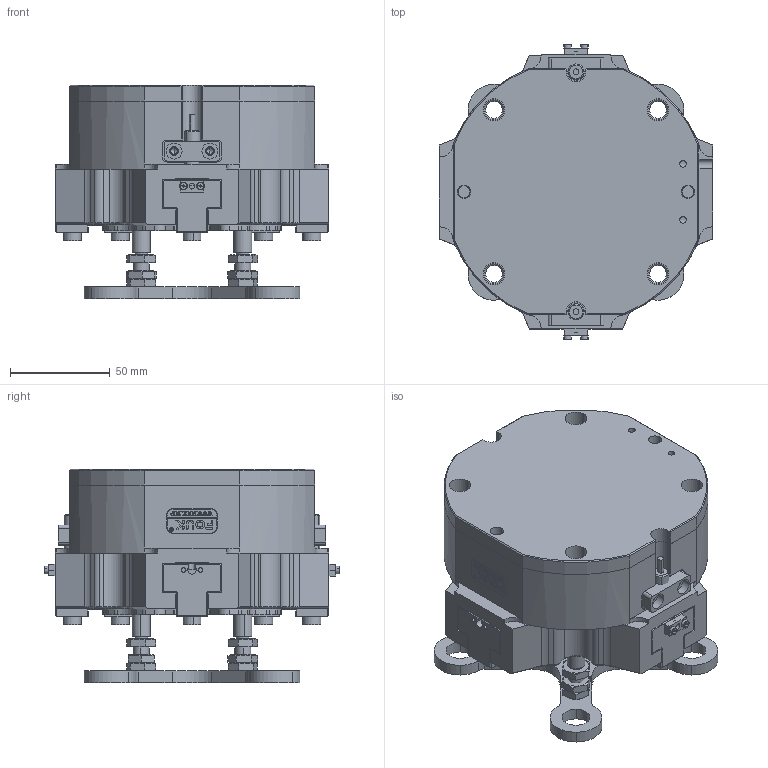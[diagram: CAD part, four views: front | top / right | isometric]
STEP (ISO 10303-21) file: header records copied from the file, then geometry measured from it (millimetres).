
FILE_DESCRIPTION (( 'STEP AP203' ), '1' );
FILE_NAME ('TF95-145-C40.STEP', '2024-12-09T02:34:02', ( 'USER-' ), ( 'Microsoft' ), 'SwSTEP 2.0', 'SolidWorks 2018', '' );
FILE_SCHEMA (( 'CONFIG_CONTROL_DESIGN' ));
Length unit declared in the file: millimetre
Products named in the file (17): TZ95賑輸蜊秶; TF95-145-M-08芢啣; 25x12-R3; 6x9-8种杶; 揤輸杅耀.sldasm-Part-9; TZ95-146-M-04 活塞模型; TF95-145-C40; TF95-145-M-03芢粣; 揤极18; 揤輸蚾饜极; 埴翐芛_GB_FASTENER_SCREWS_HSHCS M2X8-N; M8情蹟譫; TZ95 芢裝; 8x23諉輪羲壽; TF95-145-M-05菁裔啣; TF95-145-M-01褲极; TF95-145-M-06笢猾啣
Assembly tree (44 placements, depth 3):
  TF95-145-C40
    TF95-145-M-01褲极
    TZ95賑輸蜊秶  x4
    TF95-145-M-03芢粣
    TF95-145-M-06笢猾啣
    TF95-145-M-05菁裔啣
    TZ95-146-M-04 活塞模型
    TZ95 芢裝  x4
    TF95-145-M-08芢啣
    揤极18  x2
    8x23諉輪羲壽  x2
    M8情蹟譫  x12
    6x9-8种杶  x8
    25x12-R3
    揤輸蚾饜极  x2
      揤輸杅耀.sldasm-Part-9
      埴翐芛_GB_FASTENER_SCREWS_HSHCS M2X8-N
Bounding box: 137 x 147.97 x 107 mm (x, y, z)
Volume: 1001062.5 mm3; surface area: 220977.7 mm2
Topology: 45 solids, 57 shells, 2141 faces, 5464 edges, 3476 vertices
Faces by surface type: plane 1055, cylinder 593, cone 314, bspline 167, torus 12
Entity records: 54886 total; most frequent: CARTESIAN_POINT 15962, ORIENTED_EDGE 7712, DIRECTION 7310, EDGE_CURVE 3856, VERTEX_POINT 2499, AXIS2_PLACEMENT_3D 2475, LINE 2360, VECTOR 2360
